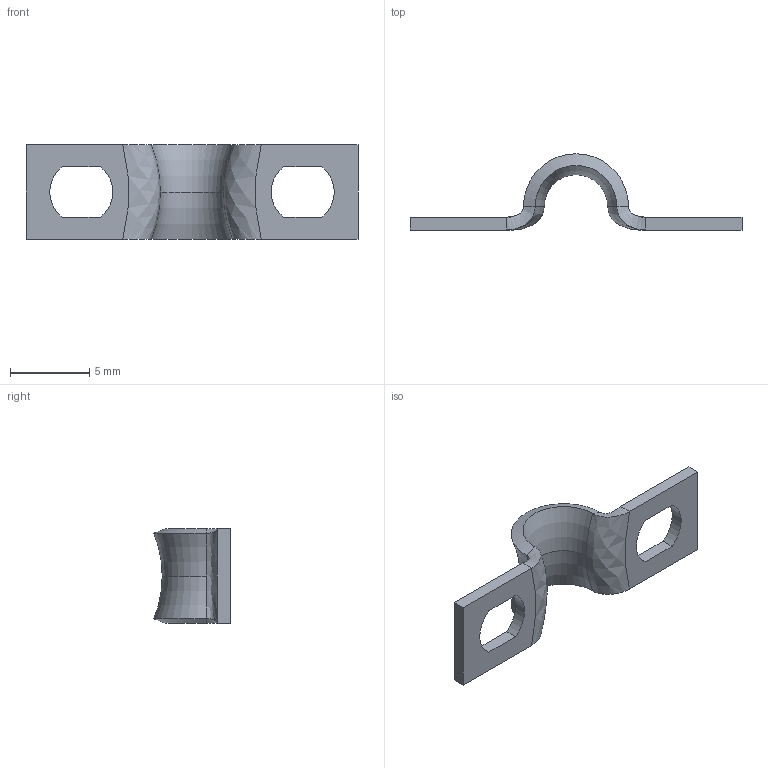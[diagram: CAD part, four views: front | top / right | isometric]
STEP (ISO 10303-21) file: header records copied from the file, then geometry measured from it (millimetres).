
FILE_DESCRIPTION (( 'STEP AP214' ), '1' );
FILE_NAME ('1044060.stp', '2022-11-03T08:30:19', ( '' ), ( '' ), 'SwSTEP 2.0', 'SolidWorks 2020', '' );
FILE_SCHEMA (( 'AUTOMOTIVE_DESIGN' ));
Length unit declared in the file: millimetre
Products named in the file (1): 1044060
Bounding box: 21 x 4.83 x 6 mm (x, y, z)
Volume: 100.7 mm3; surface area: 321.5 mm2
Topology: 1 solids, 1 shells, 32 faces, 74 edges, 44 vertices
Faces by surface type: plane 14, bspline 8, cylinder 4, torus 4, cone 2
Entity records: 1230 total; most frequent: CARTESIAN_POINT 507, ORIENTED_EDGE 148, DIRECTION 126, EDGE_CURVE 74, VERTEX_POINT 44, AXIS2_PLACEMENT_3D 43, VECTOR 40, LINE 40
